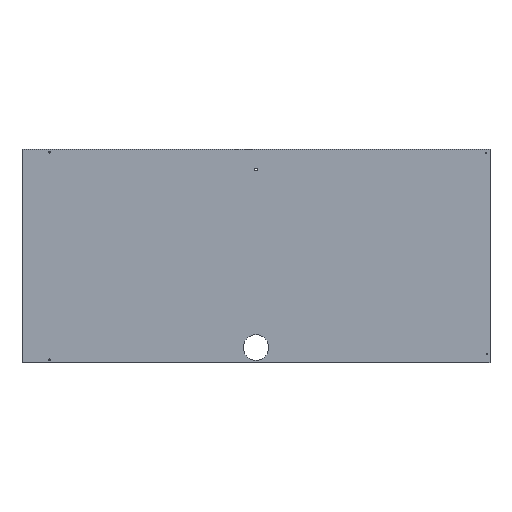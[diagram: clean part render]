
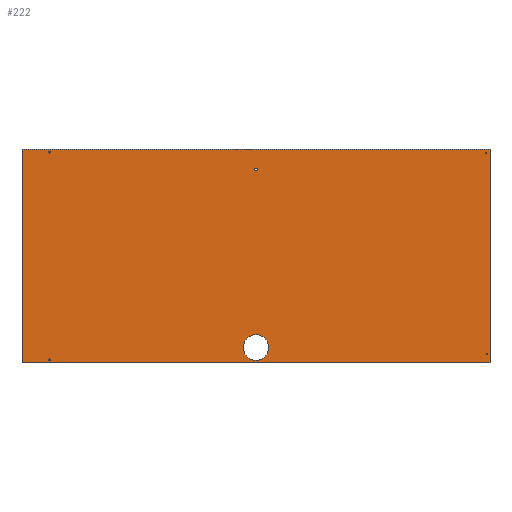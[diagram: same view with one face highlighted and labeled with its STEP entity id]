
A CAD part, front view. The second image highlights one B-rep face of the part: STEP entity #222.
In plain terms, the highlighted planar face has unit normal (0, -1, 0).
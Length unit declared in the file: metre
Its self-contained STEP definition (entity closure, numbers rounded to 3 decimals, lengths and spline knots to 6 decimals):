
#12=CIRCLE('',#241,0.0025);
#14=CIRCLE('',#244,0.00165);
#16=CIRCLE('',#247,0.00165);
#18=CIRCLE('',#250,0.00165);
#20=CIRCLE('',#253,0.00165);
#22=CIRCLE('',#257,0.025);
#58=ORIENTED_EDGE('',*,*,#80,.F.);
#59=ORIENTED_EDGE('',*,*,#84,.F.);
#60=ORIENTED_EDGE('',*,*,#87,.T.);
#61=ORIENTED_EDGE('',*,*,#99,.T.);
#62=ORIENTED_EDGE('',*,*,#96,.F.);
#63=ORIENTED_EDGE('',*,*,#94,.F.);
#64=ORIENTED_EDGE('',*,*,#92,.F.);
#65=ORIENTED_EDGE('',*,*,#90,.F.);
#66=ORIENTED_EDGE('',*,*,#88,.F.);
#67=ORIENTED_EDGE('',*,*,#100,.F.);
#80=EDGE_CURVE('',#104,#105,#124,.T.);
#84=EDGE_CURVE('',#107,#104,#128,.T.);
#87=EDGE_CURVE('',#107,#109,#131,.T.);
#88=EDGE_CURVE('',#110,#110,#12,.T.);
#90=EDGE_CURVE('',#112,#112,#14,.T.);
#92=EDGE_CURVE('',#114,#114,#16,.T.);
#94=EDGE_CURVE('',#116,#116,#18,.T.);
#96=EDGE_CURVE('',#118,#118,#20,.T.);
#99=EDGE_CURVE('',#109,#105,#133,.T.);
#100=EDGE_CURVE('',#120,#120,#22,.T.);
#104=VERTEX_POINT('',#329);
#105=VERTEX_POINT('',#331);
#107=VERTEX_POINT('',#337);
#109=VERTEX_POINT('',#343);
#110=VERTEX_POINT('',#347);
#112=VERTEX_POINT('',#352);
#114=VERTEX_POINT('',#357);
#116=VERTEX_POINT('',#362);
#118=VERTEX_POINT('',#367);
#120=VERTEX_POINT('',#375);
#124=LINE('',#330,#136);
#128=LINE('',#338,#140);
#131=LINE('',#344,#143);
#133=LINE('',#372,#145);
#136=VECTOR('',#267,1.);
#140=VECTOR('',#273,1.);
#143=VECTOR('',#278,1.);
#145=VECTOR('',#312,1.);
#162=EDGE_LOOP('',(#58,#59,#60,#61));
#163=EDGE_LOOP('',(#62));
#164=EDGE_LOOP('',(#63));
#165=EDGE_LOOP('',(#64));
#166=EDGE_LOOP('',(#65));
#167=EDGE_LOOP('',(#66));
#168=EDGE_LOOP('',(#67));
#192=FACE_BOUND('',#162,.T.);
#193=FACE_BOUND('',#163,.T.);
#194=FACE_BOUND('',#164,.T.);
#195=FACE_BOUND('',#165,.T.);
#196=FACE_BOUND('',#166,.T.);
#197=FACE_BOUND('',#167,.T.);
#198=FACE_BOUND('',#168,.T.);
#210=PLANE('',#259);
#222=ADVANCED_FACE('',(#192,#193,#194,#195,#196,#197,#198),#210,.T.);
#241=AXIS2_PLACEMENT_3D('',#346,#281,#282);
#244=AXIS2_PLACEMENT_3D('',#351,#287,#288);
#247=AXIS2_PLACEMENT_3D('',#356,#293,#294);
#250=AXIS2_PLACEMENT_3D('',#361,#299,#300);
#253=AXIS2_PLACEMENT_3D('',#366,#305,#306);
#257=AXIS2_PLACEMENT_3D('',#374,#315,#316);
#259=AXIS2_PLACEMENT_3D('',#378,#319,#320);
#267=DIRECTION('',(1.,0.,0.));
#273=DIRECTION('',(0.,0.,1.));
#278=DIRECTION('',(1.,0.,0.));
#281=DIRECTION('',(0.,-1.,0.));
#282=DIRECTION('',(0.,0.,-1.));
#287=DIRECTION('',(0.,-1.,0.));
#288=DIRECTION('',(0.,0.,-1.));
#293=DIRECTION('',(0.,-1.,0.));
#294=DIRECTION('',(0.,0.,-1.));
#299=DIRECTION('',(0.,-1.,0.));
#300=DIRECTION('',(0.,0.,-1.));
#305=DIRECTION('',(0.,-1.,0.));
#306=DIRECTION('',(0.,0.,-1.));
#312=DIRECTION('',(0.,0.,1.));
#315=DIRECTION('',(0.,-1.,0.));
#316=DIRECTION('',(0.,0.,-1.));
#319=DIRECTION('',(0.,-1.,0.));
#320=DIRECTION('',(1.,0.,0.));
#329=CARTESIAN_POINT('',(0.,-0.028175,0.4192));
#330=CARTESIAN_POINT('',(0.4892,-0.028175,0.4192));
#331=CARTESIAN_POINT('',(0.9184,-0.028175,0.4192));
#337=CARTESIAN_POINT('',(0.,-0.028175,0.));
#338=CARTESIAN_POINT('',(0.,-0.028175,0.2096));
#343=CARTESIAN_POINT('',(0.9184,-0.028175,0.));
#344=CARTESIAN_POINT('',(0.027,-0.028175,0.));
#346=CARTESIAN_POINT('',(0.4592,-0.028175,0.3792));
#347=CARTESIAN_POINT('',(0.4592,-0.028175,0.3767));
#351=CARTESIAN_POINT('',(0.910622,-0.028175,0.411422));
#352=CARTESIAN_POINT('',(0.910622,-0.028175,0.409772));
#356=CARTESIAN_POINT('',(0.9124,-0.028175,0.017));
#357=CARTESIAN_POINT('',(0.9124,-0.028175,0.01535));
#361=CARTESIAN_POINT('',(0.054,-0.028175,0.006));
#362=CARTESIAN_POINT('',(0.054,-0.028175,0.00435));
#366=CARTESIAN_POINT('',(0.054,-0.028175,0.4132));
#367=CARTESIAN_POINT('',(0.054,-0.028175,0.41155));
#372=CARTESIAN_POINT('',(0.9184,-0.028175,0.003));
#374=CARTESIAN_POINT('',(0.4592,-0.028175,0.03));
#375=CARTESIAN_POINT('',(0.4592,-0.028175,0.005));
#378=CARTESIAN_POINT('',(0.4592,-0.028175,0.2096));
